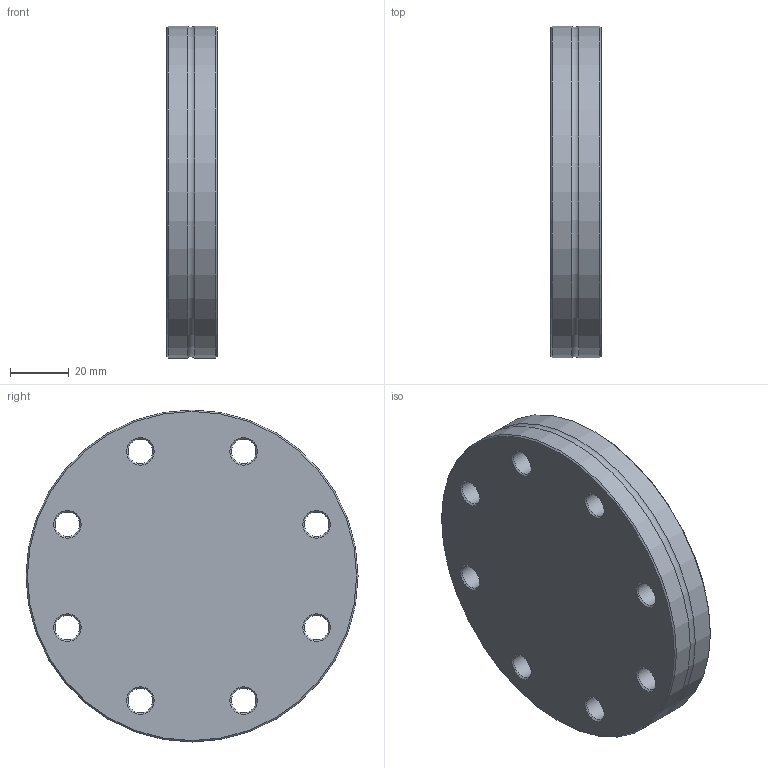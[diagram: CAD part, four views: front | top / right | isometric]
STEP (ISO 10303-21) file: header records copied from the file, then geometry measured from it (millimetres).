
FILE_DESCRIPTION (( 'STEP AP214' ), '1' );
FILE_NAME ('BP1CF3FULLVAC.STEP', '2025-07-08T14:22:29', ( '' ), ( '' ), 'SwSTEP 2.0', 'SolidWorks 2017', '' );
FILE_SCHEMA (( 'AUTOMOTIVE_DESIGN' ));
Length unit declared in the file: millimetre
Products named in the file (1): BP1CF3FULLVAC
Bounding box: 17.4 x 113.5 x 113.5 mm (x, y, z)
Volume: 161672 mm3; surface area: 29378 mm2
Topology: 1 solids, 1 shells, 36 faces, 101 edges, 68 vertices
Faces by surface type: cone 20, cylinder 11, plane 3, torus 2
Full cylindrical faces by diameter (mm): 8.4 x8, 82.5 x1, 113.5 x2
Entity records: 860 total; most frequent: DIRECTION 160, CARTESIAN_POINT 123, ORIENTED_EDGE 86, EDGE_LOOP 86, AXIS2_PLACEMENT_3D 80, FACE_OUTER_BOUND 49, VERTEX_POINT 43, CIRCLE 43
